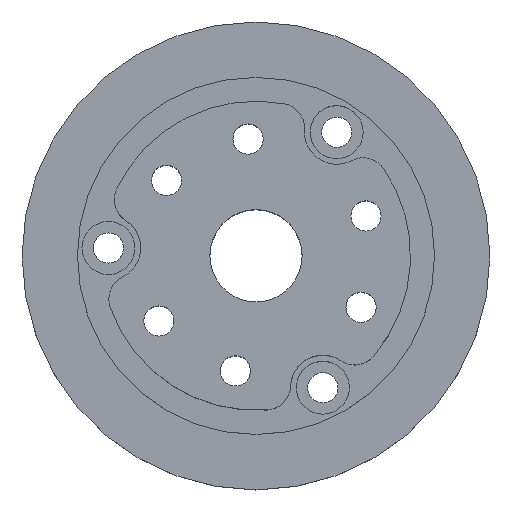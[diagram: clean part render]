
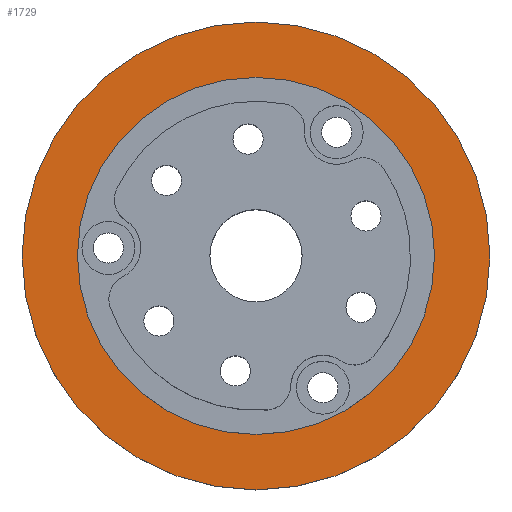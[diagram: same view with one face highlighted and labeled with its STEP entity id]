
A CAD part, top view. The second image highlights one B-rep face of the part: STEP entity #1729.
In plain terms, the highlighted planar face has unit normal (0, 0, 1).
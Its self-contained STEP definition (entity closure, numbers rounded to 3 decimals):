
#6 = CARTESIAN_POINT ( 'NONE',  ( 27.143, 21.404, 8.9 ) ) ;
#13 = CARTESIAN_POINT ( 'NONE',  ( 18.143, 21.404, 8.9 ) ) ;
#48 = CIRCLE ( 'NONE', #957, 29. ) ;
#87 = EDGE_CURVE ( 'NONE', #1429, #741, #1645, .T. ) ;
#142 = DIRECTION ( 'NONE',  ( 0., 0., 1. ) ) ;
#149 = ORIENTED_EDGE ( 'NONE', *, *, #335, .F. ) ;
#188 = CARTESIAN_POINT ( 'NONE',  ( -39.857, 21.404, 8.9 ) ) ;
#193 = VERTEX_POINT ( 'NONE', #13 ) ;
#218 = DIRECTION ( 'NONE',  ( 0., 0., 1. ) ) ;
#257 = ORIENTED_EDGE ( 'NONE', *, *, #87, .T. ) ;
#335 = EDGE_CURVE ( 'NONE', #193, #627, #1583, .T. ) ;
#351 = ORIENTED_EDGE ( 'NONE', *, *, #1067, .F. ) ;
#360 = ORIENTED_EDGE ( 'NONE', *, *, #872, .T. ) ;
#461 = EDGE_LOOP ( 'NONE', ( #360, #257 ) ) ;
#585 = AXIS2_PLACEMENT_3D ( 'NONE', #725, #1269, #602 ) ;
#602 = DIRECTION ( 'NONE',  ( 1., 0., 0. ) ) ;
#616 = DIRECTION ( 'NONE',  ( 1., 0., 0. ) ) ;
#627 = VERTEX_POINT ( 'NONE', #188 ) ;
#663 = CIRCLE ( 'NONE', #895, 38. ) ;
#671 = CARTESIAN_POINT ( 'NONE',  ( -10.857, 21.404, 8.9 ) ) ;
#688 = AXIS2_PLACEMENT_3D ( 'NONE', #671, #1599, #1191 ) ;
#718 = DIRECTION ( 'NONE',  ( 0., 0., 1. ) ) ;
#725 = CARTESIAN_POINT ( 'NONE',  ( -10.857, 21.404, 8.9 ) ) ;
#741 = VERTEX_POINT ( 'NONE', #1568 ) ;
#783 = DIRECTION ( 'NONE',  ( 1., 0., 0. ) ) ;
#872 = EDGE_CURVE ( 'NONE', #741, #1429, #663, .T. ) ;
#895 = AXIS2_PLACEMENT_3D ( 'NONE', #1416, #218, #616 ) ;
#957 = AXIS2_PLACEMENT_3D ( 'NONE', #1394, #718, #985 ) ;
#985 = DIRECTION ( 'NONE',  ( 1., 0., 0. ) ) ;
#1011 = AXIS2_PLACEMENT_3D ( 'NONE', #1306, #142, #783 ) ;
#1056 = FACE_BOUND ( 'NONE', #1298, .T. ) ;
#1067 = EDGE_CURVE ( 'NONE', #627, #193, #48, .T. ) ;
#1191 = DIRECTION ( 'NONE',  ( 1., 0., 0. ) ) ;
#1269 = DIRECTION ( 'NONE',  ( 0., 0., 1. ) ) ;
#1298 = EDGE_LOOP ( 'NONE', ( #351, #149 ) ) ;
#1306 = CARTESIAN_POINT ( 'NONE',  ( -10.857, 21.404, 8.9 ) ) ;
#1331 = PLANE ( 'NONE',  #1011 ) ;
#1394 = CARTESIAN_POINT ( 'NONE',  ( -10.857, 21.404, 8.9 ) ) ;
#1416 = CARTESIAN_POINT ( 'NONE',  ( -10.857, 21.404, 8.9 ) ) ;
#1429 = VERTEX_POINT ( 'NONE', #6 ) ;
#1568 = CARTESIAN_POINT ( 'NONE',  ( -48.857, 21.404, 8.9 ) ) ;
#1583 = CIRCLE ( 'NONE', #585, 29. ) ;
#1589 = FACE_OUTER_BOUND ( 'NONE', #461, .T. ) ;
#1599 = DIRECTION ( 'NONE',  ( 0., 0., 1. ) ) ;
#1645 = CIRCLE ( 'NONE', #688, 38. ) ;
#1729 = ADVANCED_FACE ( 'NONE', ( #1056, #1589 ), #1331, .T. ) ;
